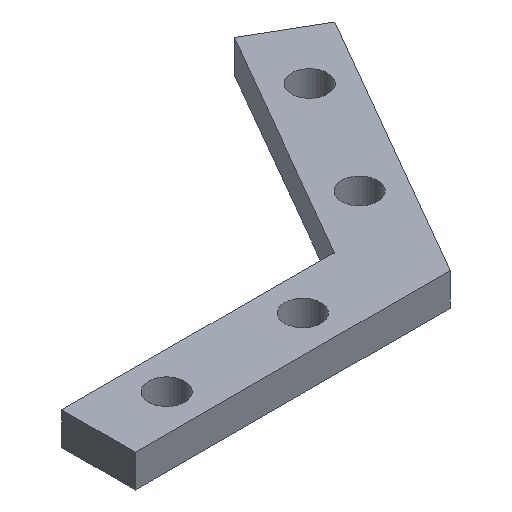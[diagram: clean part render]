
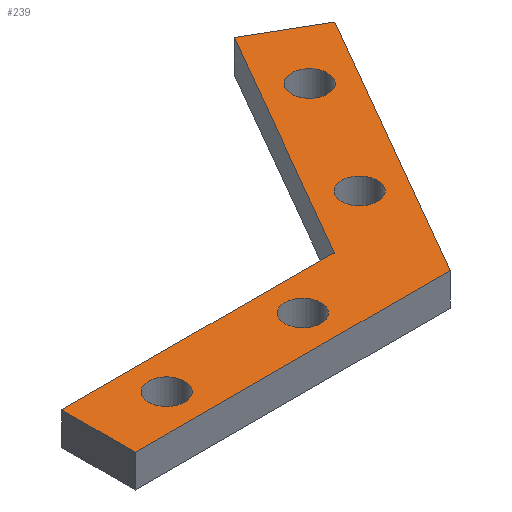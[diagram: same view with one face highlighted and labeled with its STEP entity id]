
A CAD part, isometric view. The second image highlights one B-rep face of the part: STEP entity #239.
In plain terms, the highlighted planar face has unit normal (0, 0, 1).
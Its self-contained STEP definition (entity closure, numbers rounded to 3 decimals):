
#15=FACE_BOUND('',#54,.T.);
#16=FACE_BOUND('',#55,.T.);
#17=FACE_BOUND('',#56,.T.);
#18=FACE_BOUND('',#57,.T.);
#29=PLANE('',#282);
#41=FACE_OUTER_BOUND('',#53,.T.);
#53=EDGE_LOOP('',(#205,#206,#207,#208,#209,#210));
#54=EDGE_LOOP('',(#211));
#55=EDGE_LOOP('',(#212));
#56=EDGE_LOOP('',(#213));
#57=EDGE_LOOP('',(#214));
#70=LINE('',#381,#92);
#73=LINE('',#387,#95);
#76=LINE('',#393,#98);
#79=LINE('',#399,#101);
#82=LINE('',#405,#104);
#84=LINE('',#408,#106);
#92=VECTOR('',#319,57.794);
#95=VECTOR('',#324,13.5);
#98=VECTOR('',#329,50.);
#101=VECTOR('',#334,50.);
#104=VECTOR('',#339,13.5);
#106=VECTOR('',#343,57.794);
#107=CIRCLE('',#265,3.324);
#109=CIRCLE('',#268,3.324);
#111=CIRCLE('',#271,3.324);
#113=CIRCLE('',#274,3.324);
#115=VERTEX_POINT('',#350);
#117=VERTEX_POINT('',#356);
#119=VERTEX_POINT('',#362);
#121=VERTEX_POINT('',#368);
#123=VERTEX_POINT('',#374);
#126=VERTEX_POINT('',#379);
#128=VERTEX_POINT('',#385);
#130=VERTEX_POINT('',#391);
#132=VERTEX_POINT('',#397);
#134=VERTEX_POINT('',#403);
#135=EDGE_CURVE('',#115,#115,#107,.T.);
#138=EDGE_CURVE('',#117,#117,#109,.T.);
#141=EDGE_CURVE('',#119,#119,#111,.T.);
#144=EDGE_CURVE('',#121,#121,#113,.T.);
#150=EDGE_CURVE('',#123,#126,#70,.T.);
#153=EDGE_CURVE('',#126,#128,#73,.T.);
#156=EDGE_CURVE('',#128,#130,#76,.T.);
#159=EDGE_CURVE('',#130,#132,#79,.T.);
#162=EDGE_CURVE('',#132,#134,#82,.T.);
#164=EDGE_CURVE('',#134,#123,#84,.T.);
#205=ORIENTED_EDGE('',*,*,#150,.T.);
#206=ORIENTED_EDGE('',*,*,#153,.T.);
#207=ORIENTED_EDGE('',*,*,#156,.T.);
#208=ORIENTED_EDGE('',*,*,#159,.T.);
#209=ORIENTED_EDGE('',*,*,#162,.T.);
#210=ORIENTED_EDGE('',*,*,#164,.T.);
#211=ORIENTED_EDGE('',*,*,#135,.T.);
#212=ORIENTED_EDGE('',*,*,#138,.T.);
#213=ORIENTED_EDGE('',*,*,#141,.T.);
#214=ORIENTED_EDGE('',*,*,#144,.T.);
#239=ADVANCED_FACE('',(#41,#15,#16,#17,#18),#29,.T.);
#265=AXIS2_PLACEMENT_3D('',#351,#288,#289);
#268=AXIS2_PLACEMENT_3D('',#357,#295,#296);
#271=AXIS2_PLACEMENT_3D('',#363,#302,#303);
#274=AXIS2_PLACEMENT_3D('',#369,#309,#310);
#282=AXIS2_PLACEMENT_3D('',#409,#344,#345);
#288=DIRECTION('center_axis',(0.,0.,-1.));
#289=DIRECTION('ref_axis',(1.,0.,0.));
#295=DIRECTION('center_axis',(0.,0.,-1.));
#296=DIRECTION('ref_axis',(1.,0.,0.));
#302=DIRECTION('center_axis',(0.,0.,-1.));
#303=DIRECTION('ref_axis',(1.,0.,0.));
#309=DIRECTION('center_axis',(0.,0.,-1.));
#310=DIRECTION('ref_axis',(1.,0.,0.));
#319=DIRECTION('',(0.5,0.866,0.));
#324=DIRECTION('',(-0.866,0.5,0.));
#329=DIRECTION('',(-0.5,-0.866,0.));
#334=DIRECTION('',(-1.,0.,0.));
#339=DIRECTION('',(0.,-1.,0.));
#343=DIRECTION('',(1.,0.,0.));
#344=DIRECTION('center_axis',(0.,0.,1.));
#345=DIRECTION('ref_axis',(1.,0.,0.));
#350=CARTESIAN_POINT('',(0.978,20.95,6.));
#351=CARTESIAN_POINT('Origin',(4.301,20.95,6.));
#356=CARTESIAN_POINT('',(-48.618,6.75,6.));
#357=CARTESIAN_POINT('Origin',(-45.294,6.75,6.));
#362=CARTESIAN_POINT('',(-23.618,6.75,6.));
#363=CARTESIAN_POINT('Origin',(-20.294,6.75,6.));
#368=CARTESIAN_POINT('',(13.478,42.601,6.));
#369=CARTESIAN_POINT('Origin',(16.801,42.601,6.));
#374=CARTESIAN_POINT('',(0.,0.,6.));
#379=CARTESIAN_POINT('',(28.897,50.051,6.));
#381=CARTESIAN_POINT('',(0.,0.,6.));
#385=CARTESIAN_POINT('',(17.206,56.801,6.));
#387=CARTESIAN_POINT('',(28.897,50.051,6.));
#391=CARTESIAN_POINT('',(-7.794,13.5,6.));
#393=CARTESIAN_POINT('',(17.206,56.801,6.));
#397=CARTESIAN_POINT('',(-57.794,13.5,6.));
#399=CARTESIAN_POINT('',(-7.794,13.5,6.));
#403=CARTESIAN_POINT('',(-57.794,0.,6.));
#405=CARTESIAN_POINT('',(-57.794,13.5,6.));
#408=CARTESIAN_POINT('',(-57.794,0.,6.));
#409=CARTESIAN_POINT('Origin',(-66.463,-5.68,6.));
